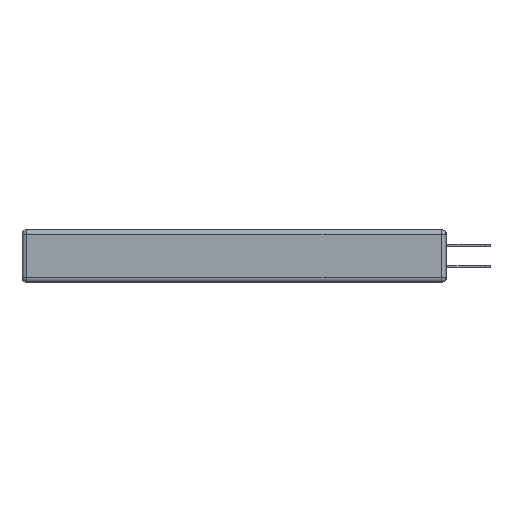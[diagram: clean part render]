
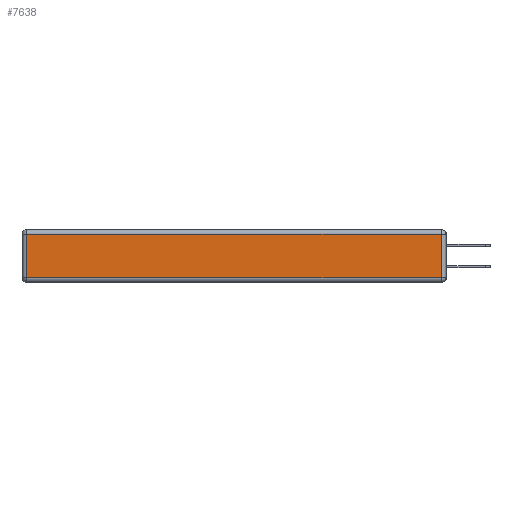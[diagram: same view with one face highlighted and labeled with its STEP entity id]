
A CAD part, left-side view. The second image highlights one B-rep face of the part: STEP entity #7638.
In plain terms, the highlighted planar face has unit normal (-1, 0, 0).
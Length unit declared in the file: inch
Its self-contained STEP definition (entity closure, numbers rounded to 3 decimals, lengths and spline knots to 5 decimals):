
#151 = AXIS2_PLACEMENT_3D ( 'NONE', #7432, #11133, #13670 ) ;
#517 = VECTOR ( 'NONE', #5599, 39.37008 ) ;
#613 = CARTESIAN_POINT ( 'NONE',  ( 0., 2.72, -0.313 ) ) ;
#711 = LINE ( 'NONE', #10295, #517 ) ;
#1039 = EDGE_CURVE ( 'NONE', #5873, #5630, #711, .T. ) ;
#1377 = DIRECTION ( 'NONE',  ( 0., 0., -1. ) ) ;
#1906 = VECTOR ( 'NONE', #13313, 39.37008 ) ;
#2991 = VERTEX_POINT ( 'NONE', #10972 ) ;
#3034 = LINE ( 'NONE', #8395, #1906 ) ;
#4581 = VECTOR ( 'NONE', #14739, 39.37008 ) ;
#5055 = CARTESIAN_POINT ( 'NONE',  ( 0., 0.03, -0.343 ) ) ;
#5253 = EDGE_CURVE ( 'NONE', #5630, #13626, #11224, .T. ) ;
#5330 = LINE ( 'NONE', #5055, #4581 ) ;
#5599 = DIRECTION ( 'NONE',  ( 0., 1., 0. ) ) ;
#5630 = VERTEX_POINT ( 'NONE', #14228 ) ;
#5744 = EDGE_LOOP ( 'NONE', ( #12465, #9840, #13079, #15512 ) ) ;
#5873 = VERTEX_POINT ( 'NONE', #8751 ) ;
#5995 = CARTESIAN_POINT ( 'NONE',  ( 0., 2.72, -0.343 ) ) ;
#6217 = PLANE ( 'NONE',  #151 ) ;
#6695 = VECTOR ( 'NONE', #1377, 39.37008 ) ;
#7432 = CARTESIAN_POINT ( 'NONE',  ( 0., 0., -0.343 ) ) ;
#7638 = ADVANCED_FACE ( 'NONE', ( #13025 ), #6217, .T. ) ;
#8265 = EDGE_CURVE ( 'NONE', #13626, #2991, #3034, .T. ) ;
#8395 = CARTESIAN_POINT ( 'NONE',  ( 0., 0., -0.313 ) ) ;
#8751 = CARTESIAN_POINT ( 'NONE',  ( 0., 0.03, -0.03 ) ) ;
#9840 = ORIENTED_EDGE ( 'NONE', *, *, #12516, .T. ) ;
#10295 = CARTESIAN_POINT ( 'NONE',  ( 0., 2.75, -0.03 ) ) ;
#10972 = CARTESIAN_POINT ( 'NONE',  ( 0., 0.03, -0.313 ) ) ;
#11133 = DIRECTION ( 'NONE',  ( -1., 0., 0. ) ) ;
#11224 = LINE ( 'NONE', #5995, #6695 ) ;
#12465 = ORIENTED_EDGE ( 'NONE', *, *, #8265, .T. ) ;
#12516 = EDGE_CURVE ( 'NONE', #2991, #5873, #5330, .T. ) ;
#13025 = FACE_OUTER_BOUND ( 'NONE', #5744, .T. ) ;
#13079 = ORIENTED_EDGE ( 'NONE', *, *, #1039, .T. ) ;
#13313 = DIRECTION ( 'NONE',  ( 0., -1., 0. ) ) ;
#13626 = VERTEX_POINT ( 'NONE', #613 ) ;
#13670 = DIRECTION ( 'NONE',  ( 0., 0., 1. ) ) ;
#14228 = CARTESIAN_POINT ( 'NONE',  ( 0., 2.72, -0.03 ) ) ;
#14739 = DIRECTION ( 'NONE',  ( 0., 0., 1. ) ) ;
#15512 = ORIENTED_EDGE ( 'NONE', *, *, #5253, .T. ) ;
